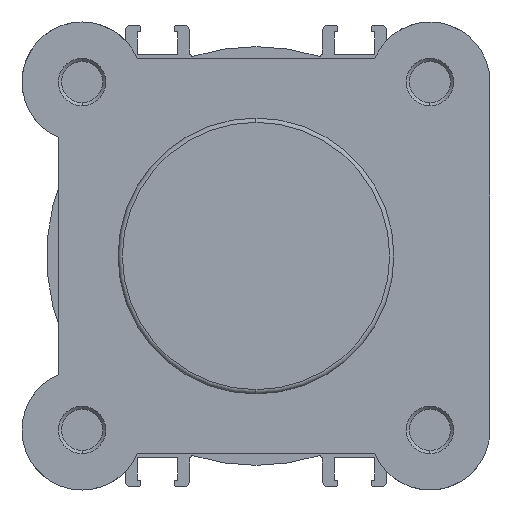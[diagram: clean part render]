
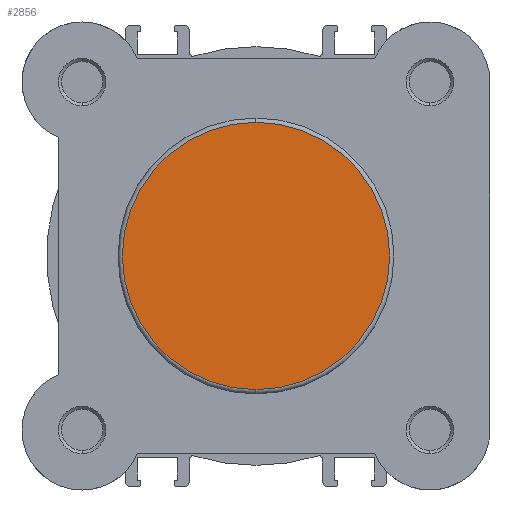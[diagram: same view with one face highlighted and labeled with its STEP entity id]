
A CAD part, left-side view. The second image highlights one B-rep face of the part: STEP entity #2856.
In plain terms, the highlighted planar face has unit normal (-1, 0, 0).
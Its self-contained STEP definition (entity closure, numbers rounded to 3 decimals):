
#121 = FACE_OUTER_BOUND ( 'NONE', #6066, .T. ) ;
#660 = CIRCLE ( 'NONE', #3648, 21.7 ) ;
#861 = CIRCLE ( 'NONE', #3707, 21.7 ) ;
#1326 = CARTESIAN_POINT ( 'NONE',  ( 0., 0., 21.7 ) ) ;
#1367 = CARTESIAN_POINT ( 'NONE',  ( 0., 0., -21.7 ) ) ;
#1894 = CARTESIAN_POINT ( 'NONE',  ( 0., 0., 0. ) ) ;
#1904 = DIRECTION ( 'NONE',  ( -1., 0., 0. ) ) ;
#1905 = DIRECTION ( 'NONE',  ( 0., 0., -1. ) ) ;
#2220 = CARTESIAN_POINT ( 'NONE',  ( 0., 0., 0. ) ) ;
#2221 = DIRECTION ( 'NONE',  ( -1., 0., 0. ) ) ;
#2222 = DIRECTION ( 'NONE',  ( 0., 0., -1. ) ) ;
#2856 = ADVANCED_FACE ( 'NONE', ( #121 ), #4641, .F. ) ;
#3419 = AXIS2_PLACEMENT_3D ( 'NONE', #4640, #4643, #4644 ) ;
#3648 = AXIS2_PLACEMENT_3D ( 'NONE', #1894, #1904, #1905 ) ;
#3707 = AXIS2_PLACEMENT_3D ( 'NONE', #2220, #2221, #2222 ) ;
#4640 = CARTESIAN_POINT ( 'NONE',  ( 0., 22.4, 0. ) ) ;
#4641 = PLANE ( 'NONE',  #3419 ) ;
#4643 = DIRECTION ( 'NONE',  ( 1., 0., 0. ) ) ;
#4644 = DIRECTION ( 'NONE',  ( 0., 0., -1. ) ) ;
#5215 = VERTEX_POINT ( 'NONE', #1326 ) ;
#5256 = VERTEX_POINT ( 'NONE', #1367 ) ;
#5756 = ORIENTED_EDGE ( 'NONE', *, *, #7204, .T. ) ;
#5757 = ORIENTED_EDGE ( 'NONE', *, *, #6821, .T. ) ;
#6066 = EDGE_LOOP ( 'NONE', ( #5757, #5756 ) ) ;
#6821 = EDGE_CURVE ( 'NONE', #5256, #5215, #660, .T. ) ;
#7204 = EDGE_CURVE ( 'NONE', #5215, #5256, #861, .T. ) ;
